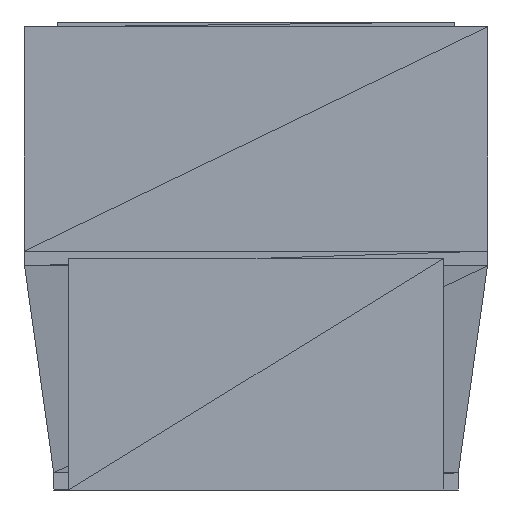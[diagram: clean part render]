
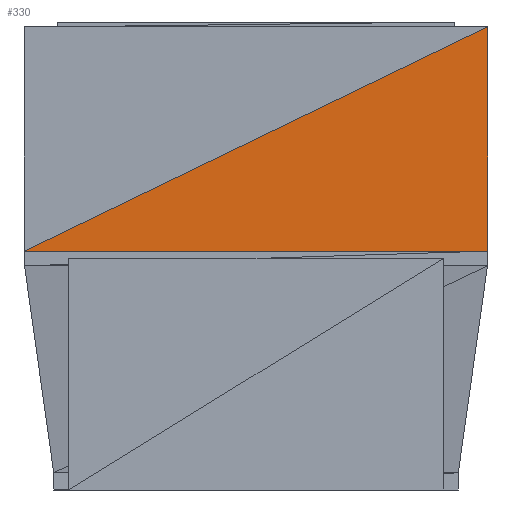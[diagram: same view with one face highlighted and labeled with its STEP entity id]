
A CAD part, left-side view. The second image highlights one B-rep face of the part: STEP entity #330.
In plain terms, the highlighted planar face has unit normal (-1, 0, 0).
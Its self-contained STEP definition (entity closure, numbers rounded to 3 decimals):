
#330=ADVANCED_FACE('',(#331),#357,.F.);
#331=FACE_OUTER_BOUND('',#332,.T.);
#332=EDGE_LOOP('',(#333,#335,#337));
#333=ORIENTED_EDGE('',*,*,#334,.T.);
#334=EDGE_CURVE('',#339,#341,#343,.T.);
#335=ORIENTED_EDGE('',*,*,#336,.T.);
#336=EDGE_CURVE('',#341,#347,#349,.T.);
#337=ORIENTED_EDGE('',*,*,#338,.T.);
#338=EDGE_CURVE('',#347,#339,#353,.T.);
#339=VERTEX_POINT('',#340);
#340=CARTESIAN_POINT('',(-8.477,-2.4,4.801));
#341=VERTEX_POINT('',#342);
#342=CARTESIAN_POINT('',(-8.477,-2.4,2.476));
#343=LINE('',#344,#345);
#344=CARTESIAN_POINT('',(-8.477,-2.4,4.801));
#345=VECTOR('',#346,1.0);
#346=DIRECTION('',(0.0,0.0,1.0));
#347=VERTEX_POINT('',#348);
#348=CARTESIAN_POINT('',(-8.477,2.4,2.476));
#349=LINE('',#350,#351);
#350=CARTESIAN_POINT('',(-8.477,-2.4,2.476));
#351=VECTOR('',#352,1.0);
#352=DIRECTION('',(0.0,-1.0,0.0));
#353=LINE('',#354,#355);
#354=CARTESIAN_POINT('',(-8.477,2.4,2.476));
#355=VECTOR('',#356,1.0);
#356=DIRECTION('',(0.0,0.9,-0.436));
#357=PLANE('',#358);
#358=AXIS2_PLACEMENT_3D('',#359,#360,#361);
#359=CARTESIAN_POINT('',(-8.477,-2.4,2.476));
#360=DIRECTION('',(1.0,0.0,0.0));
#361=DIRECTION('',(0.0,-0.9,0.436));
